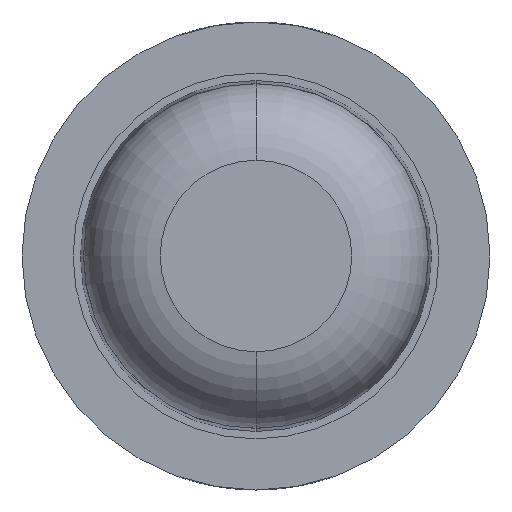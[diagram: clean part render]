
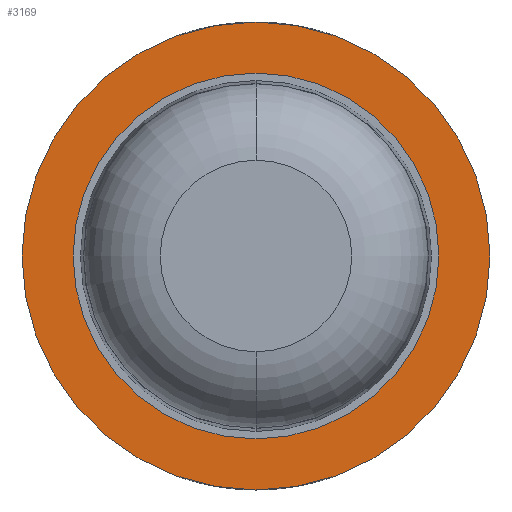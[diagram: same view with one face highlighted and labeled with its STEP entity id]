
A CAD part, front view. The second image highlights one B-rep face of the part: STEP entity #3169.
In plain terms, the highlighted planar face has unit normal (0, -1, 0).
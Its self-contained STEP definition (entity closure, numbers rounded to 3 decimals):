
#20 = DIRECTION ( 'NONE',  ( 0., 0., 1. ) ) ;
#56 = CARTESIAN_POINT ( 'NONE',  ( 0., -7., 0. ) ) ;
#108 = EDGE_LOOP ( 'NONE', ( #1405, #3620 ) ) ;
#143 = CIRCLE ( 'NONE', #4496, 1.1 ) ;
#235 = VERTEX_POINT ( 'NONE', #1078 ) ;
#313 = CARTESIAN_POINT ( 'NONE',  ( 0., -7., 0. ) ) ;
#527 = CARTESIAN_POINT ( 'NONE',  ( 0., -7., -1.1 ) ) ;
#771 = CIRCLE ( 'NONE', #5041, 1.1 ) ;
#772 = DIRECTION ( 'NONE',  ( 0., 1., 0. ) ) ;
#796 = VERTEX_POINT ( 'NONE', #1918 ) ;
#839 = DIRECTION ( 'NONE',  ( 0., 1., 0. ) ) ;
#1005 = EDGE_CURVE ( 'Defeature ausgef�hrt2_3+Defeature ausgef�hrt2_4+Defeature ausgef�hrt2_4+Defeature ausgef�hrt2_4', #2206, #796, #1455, .T. ) ;
#1057 = EDGE_CURVE ( 'Defeature ausgef�hrt2_3+Defeature ausgef�hrt2_4+Defeature ausgef�hrt2_4+Defeature ausgef�hrt2_4', #796, #2206, #2732, .T. ) ;
#1078 = CARTESIAN_POINT ( 'NONE',  ( 0., -7., 1.1 ) ) ;
#1300 = CARTESIAN_POINT ( 'NONE',  ( 0., -7., 0. ) ) ;
#1405 = ORIENTED_EDGE ( 'NONE', *, *, #1005, .T. ) ;
#1445 = AXIS2_PLACEMENT_3D ( 'NONE', #313, #4505, #2352 ) ;
#1455 = CIRCLE ( 'NONE', #1445, 0.825 ) ;
#1633 = DIRECTION ( 'NONE',  ( 0., 0., 1. ) ) ;
#1918 = CARTESIAN_POINT ( 'NONE',  ( 0., -7., -0.825 ) ) ;
#1931 = EDGE_CURVE ( 'Defeature ausgef�hrt2_2+Defeature ausgef�hrt2_3+Defeature ausgef�hrt2_3+Defeature ausgef�hrt2_3', #235, #3178, #771, .T. ) ;
#2083 = CARTESIAN_POINT ( 'NONE',  ( 1.1, -7., 0. ) ) ;
#2147 = CARTESIAN_POINT ( 'NONE',  ( 0., -7., 0.825 ) ) ;
#2206 = VERTEX_POINT ( 'NONE', #2147 ) ;
#2342 = FACE_BOUND ( 'NONE', #108, .T. ) ;
#2352 = DIRECTION ( 'NONE',  ( 0., 0., 1. ) ) ;
#2441 = PLANE ( 'NONE',  #3091 ) ;
#2648 = ORIENTED_EDGE ( 'NONE', *, *, #1931, .F. ) ;
#2732 = CIRCLE ( 'NONE', #4647, 0.825 ) ;
#2752 = DIRECTION ( 'NONE',  ( 0., 0., 1. ) ) ;
#3091 = AXIS2_PLACEMENT_3D ( 'NONE', #2083, #3636, #4455 ) ;
#3118 = EDGE_LOOP ( 'NONE', ( #2648, #3529 ) ) ;
#3169 = ADVANCED_FACE ( 'Defeature ausgef�hrt2_3', ( #4111, #2342 ), #2441, .F. ) ;
#3178 = VERTEX_POINT ( 'NONE', #527 ) ;
#3529 = ORIENTED_EDGE ( 'NONE', *, *, #4852, .F. ) ;
#3620 = ORIENTED_EDGE ( 'NONE', *, *, #1057, .T. ) ;
#3636 = DIRECTION ( 'NONE',  ( 0., 1., 0. ) ) ;
#4111 = FACE_OUTER_BOUND ( 'NONE', #3118, .T. ) ;
#4260 = CARTESIAN_POINT ( 'NONE',  ( 0., -7., 0. ) ) ;
#4455 = DIRECTION ( 'NONE',  ( 0., 0., 1. ) ) ;
#4496 = AXIS2_PLACEMENT_3D ( 'NONE', #1300, #839, #1633 ) ;
#4505 = DIRECTION ( 'NONE',  ( 0., 1., 0. ) ) ;
#4647 = AXIS2_PLACEMENT_3D ( 'NONE', #4260, #4677, #20 ) ;
#4677 = DIRECTION ( 'NONE',  ( 0., 1., 0. ) ) ;
#4852 = EDGE_CURVE ( 'Defeature ausgef�hrt2_2+Defeature ausgef�hrt2_3+Defeature ausgef�hrt2_3+Defeature ausgef�hrt2_3', #3178, #235, #143, .T. ) ;
#5041 = AXIS2_PLACEMENT_3D ( 'NONE', #56, #772, #2752 ) ;
